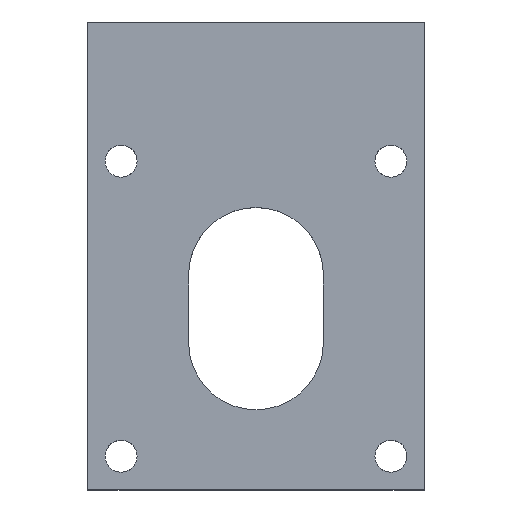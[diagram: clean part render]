
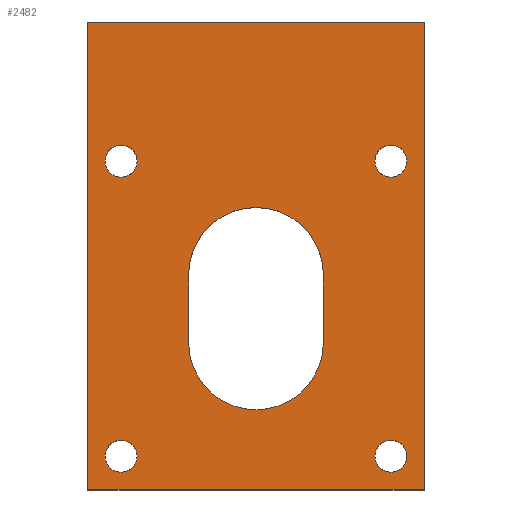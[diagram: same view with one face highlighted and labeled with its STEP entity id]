
A CAD part, top view. The second image highlights one B-rep face of the part: STEP entity #2482.
In plain terms, the highlighted planar face has unit normal (0, 0, 1).
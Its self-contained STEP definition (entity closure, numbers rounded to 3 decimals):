
#20 = AXIS2_PLACEMENT_3D ( 'NONE', #2151, #1564, #1782 ) ;
#25 = AXIS2_PLACEMENT_3D ( 'NONE', #727, #1542, #1528 ) ;
#26 = ORIENTED_EDGE ( 'NONE', *, *, #802, .F. ) ;
#39 = VERTEX_POINT ( 'NONE', #2120 ) ;
#40 = FACE_BOUND ( 'NONE', #1005, .T. ) ;
#75 = LINE ( 'NONE', #458, #2292 ) ;
#88 = DIRECTION ( 'NONE',  ( 1., 0., 0. ) ) ;
#121 = EDGE_LOOP ( 'NONE', ( #1191, #2117, #2015, #657 ) ) ;
#138 = CIRCLE ( 'NONE', #2003, 1.9 ) ;
#139 = DIRECTION ( 'NONE',  ( 0., 0., 1. ) ) ;
#145 = EDGE_CURVE ( 'NONE', #1129, #914, #231, .T. ) ;
#162 = CARTESIAN_POINT ( 'NONE',  ( -17.7, -17.5, 21. ) ) ;
#163 = EDGE_CURVE ( 'NONE', #358, #985, #806, .T. ) ;
#170 = VERTEX_POINT ( 'NONE', #1875 ) ;
#172 = DIRECTION ( 'NONE',  ( 0., 0., 1. ) ) ;
#204 = CARTESIAN_POINT ( 'NONE',  ( 6.3, -31., 21. ) ) ;
#231 = LINE ( 'NONE', #1826, #387 ) ;
#242 = ORIENTED_EDGE ( 'NONE', *, *, #1274, .F. ) ;
#278 = VERTEX_POINT ( 'NONE', #1855 ) ;
#293 = EDGE_CURVE ( 'NONE', #278, #1401, #138, .T. ) ;
#297 = DIRECTION ( 'NONE',  ( 1., 0., 0. ) ) ;
#320 = CARTESIAN_POINT ( 'NONE',  ( -17.7, -52.5, 21. ) ) ;
#341 = ORIENTED_EDGE ( 'NONE', *, *, #728, .F. ) ;
#358 = VERTEX_POINT ( 'NONE', #1162 ) ;
#387 = VECTOR ( 'NONE', #819, 1000. ) ;
#394 = CARTESIAN_POINT ( 'NONE',  ( -21.7, -1., 21. ) ) ;
#418 = CIRCLE ( 'NONE', #1993, 1.9 ) ;
#458 = CARTESIAN_POINT ( 'NONE',  ( -9.7, -31., 21. ) ) ;
#482 = EDGE_LOOP ( 'NONE', ( #682, #2379 ) ) ;
#489 = CARTESIAN_POINT ( 'NONE',  ( -19.6, -52.5, 21. ) ) ;
#490 = PLANE ( 'NONE',  #598 ) ;
#507 = VERTEX_POINT ( 'NONE', #2506 ) ;
#558 = CARTESIAN_POINT ( 'NONE',  ( 0., 0., 21. ) ) ;
#573 = CARTESIAN_POINT ( 'NONE',  ( 14.3, -52.5, 21. ) ) ;
#598 = AXIS2_PLACEMENT_3D ( 'NONE', #558, #1911, #1289 ) ;
#628 = DIRECTION ( 'NONE',  ( 0., 1., 0. ) ) ;
#647 = EDGE_CURVE ( 'NONE', #1920, #39, #771, .T. ) ;
#657 = ORIENTED_EDGE ( 'NONE', *, *, #647, .T. ) ;
#665 = EDGE_CURVE ( 'NONE', #1401, #278, #850, .T. ) ;
#682 = ORIENTED_EDGE ( 'NONE', *, *, #293, .F. ) ;
#712 = CARTESIAN_POINT ( 'NONE',  ( 14.3, -17.5, 21. ) ) ;
#727 = CARTESIAN_POINT ( 'NONE',  ( -1.7, -31., 21. ) ) ;
#728 = EDGE_CURVE ( 'NONE', #1394, #1770, #2208, .T. ) ;
#734 = CARTESIAN_POINT ( 'NONE',  ( -9.7, -31., 21. ) ) ;
#739 = DIRECTION ( 'NONE',  ( 0., 0., 1. ) ) ;
#753 = VECTOR ( 'NONE', #628, 1000. ) ;
#768 = CARTESIAN_POINT ( 'NONE',  ( 6.3, -31., 21. ) ) ;
#771 = LINE ( 'NONE', #2461, #1330 ) ;
#777 = EDGE_LOOP ( 'NONE', ( #1902, #2315 ) ) ;
#783 = FACE_BOUND ( 'NONE', #1011, .T. ) ;
#802 = EDGE_CURVE ( 'NONE', #985, #1394, #984, .T. ) ;
#806 = CIRCLE ( 'NONE', #1010, 8. ) ;
#808 = DIRECTION ( 'NONE',  ( -1., 0., 0. ) ) ;
#819 = DIRECTION ( 'NONE',  ( 1., 0., 0. ) ) ;
#850 = CIRCLE ( 'NONE', #1171, 1.9 ) ;
#863 = VECTOR ( 'NONE', #996, 1000. ) ;
#901 = DIRECTION ( 'NONE',  ( 1., 0., 0. ) ) ;
#907 = DIRECTION ( 'NONE',  ( -1., 0., 0. ) ) ;
#910 = AXIS2_PLACEMENT_3D ( 'NONE', #162, #739, #2248 ) ;
#914 = VERTEX_POINT ( 'NONE', #1184 ) ;
#965 = LINE ( 'NONE', #394, #2384 ) ;
#984 = LINE ( 'NONE', #204, #863 ) ;
#985 = VERTEX_POINT ( 'NONE', #1818 ) ;
#994 = ORIENTED_EDGE ( 'NONE', *, *, #2023, .F. ) ;
#996 = DIRECTION ( 'NONE',  ( 0., 1., 0. ) ) ;
#998 = AXIS2_PLACEMENT_3D ( 'NONE', #320, #1097, #1304 ) ;
#1000 = LINE ( 'NONE', #1391, #753 ) ;
#1005 = EDGE_LOOP ( 'NONE', ( #2237, #242 ) ) ;
#1010 = AXIS2_PLACEMENT_3D ( 'NONE', #1691, #1863, #88 ) ;
#1011 = EDGE_LOOP ( 'NONE', ( #994, #341, #26, #2196 ) ) ;
#1038 = CARTESIAN_POINT ( 'NONE',  ( -21.7, -56.5, 21. ) ) ;
#1064 = EDGE_CURVE ( 'NONE', #1421, #1148, #1883, .T. ) ;
#1097 = DIRECTION ( 'NONE',  ( 0., 0., 1. ) ) ;
#1129 = VERTEX_POINT ( 'NONE', #1038 ) ;
#1148 = VERTEX_POINT ( 'NONE', #489 ) ;
#1160 = ORIENTED_EDGE ( 'NONE', *, *, #1316, .F. ) ;
#1162 = CARTESIAN_POINT ( 'NONE',  ( -9.7, -39., 21. ) ) ;
#1171 = AXIS2_PLACEMENT_3D ( 'NONE', #573, #1484, #2113 ) ;
#1177 = CARTESIAN_POINT ( 'NONE',  ( 14.3, -17.5, 21. ) ) ;
#1184 = CARTESIAN_POINT ( 'NONE',  ( 18.3, -56.5, 21. ) ) ;
#1188 = DIRECTION ( 'NONE',  ( 0., 0., 1. ) ) ;
#1191 = ORIENTED_EDGE ( 'NONE', *, *, #2242, .T. ) ;
#1198 = CIRCLE ( 'NONE', #998, 1.9 ) ;
#1234 = AXIS2_PLACEMENT_3D ( 'NONE', #1177, #1188, #808 ) ;
#1262 = DIRECTION ( 'NONE',  ( 0., 0., 1. ) ) ;
#1266 = FACE_BOUND ( 'NONE', #482, .T. ) ;
#1274 = EDGE_CURVE ( 'NONE', #170, #1390, #418, .T. ) ;
#1277 = CIRCLE ( 'NONE', #2275, 1.9 ) ;
#1289 = DIRECTION ( 'NONE',  ( 1., 0., 0. ) ) ;
#1304 = DIRECTION ( 'NONE',  ( -1., 0., 0. ) ) ;
#1316 = EDGE_CURVE ( 'NONE', #2041, #507, #2161, .T. ) ;
#1330 = VECTOR ( 'NONE', #907, 1000. ) ;
#1390 = VERTEX_POINT ( 'NONE', #2446 ) ;
#1391 = CARTESIAN_POINT ( 'NONE',  ( 18.3, -1., 21. ) ) ;
#1394 = VERTEX_POINT ( 'NONE', #768 ) ;
#1401 = VERTEX_POINT ( 'NONE', #2305 ) ;
#1421 = VERTEX_POINT ( 'NONE', #2375 ) ;
#1435 = EDGE_CURVE ( 'NONE', #1390, #170, #1518, .T. ) ;
#1455 = DIRECTION ( 'NONE',  ( 0., -1., 0. ) ) ;
#1472 = EDGE_CURVE ( 'NONE', #914, #1920, #1000, .T. ) ;
#1480 = CARTESIAN_POINT ( 'NONE',  ( -17.7, -17.5, 21. ) ) ;
#1484 = DIRECTION ( 'NONE',  ( 0., 0., 1. ) ) ;
#1518 = CIRCLE ( 'NONE', #1234, 1.9 ) ;
#1526 = DIRECTION ( 'NONE',  ( -1., 0., 0. ) ) ;
#1528 = DIRECTION ( 'NONE',  ( 1., 0., 0. ) ) ;
#1542 = DIRECTION ( 'NONE',  ( 0., 0., 1. ) ) ;
#1564 = DIRECTION ( 'NONE',  ( 0., 0., 1. ) ) ;
#1660 = FACE_BOUND ( 'NONE', #777, .T. ) ;
#1691 = CARTESIAN_POINT ( 'NONE',  ( -1.7, -39., 21. ) ) ;
#1731 = EDGE_CURVE ( 'NONE', #507, #2041, #1277, .T. ) ;
#1760 = EDGE_CURVE ( 'NONE', #1148, #1421, #1198, .T. ) ;
#1770 = VERTEX_POINT ( 'NONE', #734 ) ;
#1775 = FACE_BOUND ( 'NONE', #2024, .T. ) ;
#1782 = DIRECTION ( 'NONE',  ( -1., 0., 0. ) ) ;
#1784 = FACE_OUTER_BOUND ( 'NONE', #121, .T. ) ;
#1787 = CARTESIAN_POINT ( 'NONE',  ( -15.8, -17.5, 21. ) ) ;
#1818 = CARTESIAN_POINT ( 'NONE',  ( 6.3, -39., 21. ) ) ;
#1826 = CARTESIAN_POINT ( 'NONE',  ( -21.7, -56.5, 21. ) ) ;
#1855 = CARTESIAN_POINT ( 'NONE',  ( 12.4, -52.5, 21. ) ) ;
#1863 = DIRECTION ( 'NONE',  ( 0., 0., 1. ) ) ;
#1875 = CARTESIAN_POINT ( 'NONE',  ( 16.2, -17.5, 21. ) ) ;
#1883 = CIRCLE ( 'NONE', #20, 1.9 ) ;
#1889 = ORIENTED_EDGE ( 'NONE', *, *, #1731, .F. ) ;
#1902 = ORIENTED_EDGE ( 'NONE', *, *, #1760, .F. ) ;
#1911 = DIRECTION ( 'NONE',  ( 0., 0., 1. ) ) ;
#1920 = VERTEX_POINT ( 'NONE', #2329 ) ;
#1942 = DIRECTION ( 'NONE',  ( 0., -1., 0. ) ) ;
#1993 = AXIS2_PLACEMENT_3D ( 'NONE', #712, #172, #1526 ) ;
#2003 = AXIS2_PLACEMENT_3D ( 'NONE', #2034, #1262, #297 ) ;
#2015 = ORIENTED_EDGE ( 'NONE', *, *, #1472, .T. ) ;
#2023 = EDGE_CURVE ( 'NONE', #1770, #358, #75, .T. ) ;
#2024 = EDGE_LOOP ( 'NONE', ( #1889, #1160 ) ) ;
#2034 = CARTESIAN_POINT ( 'NONE',  ( 14.3, -52.5, 21. ) ) ;
#2041 = VERTEX_POINT ( 'NONE', #1787 ) ;
#2113 = DIRECTION ( 'NONE',  ( 1., 0., 0. ) ) ;
#2117 = ORIENTED_EDGE ( 'NONE', *, *, #145, .T. ) ;
#2120 = CARTESIAN_POINT ( 'NONE',  ( -21.7, -1., 21. ) ) ;
#2151 = CARTESIAN_POINT ( 'NONE',  ( -17.7, -52.5, 21. ) ) ;
#2161 = CIRCLE ( 'NONE', #910, 1.9 ) ;
#2196 = ORIENTED_EDGE ( 'NONE', *, *, #163, .F. ) ;
#2208 = CIRCLE ( 'NONE', #25, 8. ) ;
#2237 = ORIENTED_EDGE ( 'NONE', *, *, #1435, .F. ) ;
#2242 = EDGE_CURVE ( 'NONE', #39, #1129, #965, .T. ) ;
#2248 = DIRECTION ( 'NONE',  ( 1., 0., 0. ) ) ;
#2275 = AXIS2_PLACEMENT_3D ( 'NONE', #1480, #139, #901 ) ;
#2292 = VECTOR ( 'NONE', #1455, 1000. ) ;
#2305 = CARTESIAN_POINT ( 'NONE',  ( 16.2, -52.5, 21. ) ) ;
#2315 = ORIENTED_EDGE ( 'NONE', *, *, #1064, .F. ) ;
#2329 = CARTESIAN_POINT ( 'NONE',  ( 18.3, -1., 21. ) ) ;
#2375 = CARTESIAN_POINT ( 'NONE',  ( -15.8, -52.5, 21. ) ) ;
#2379 = ORIENTED_EDGE ( 'NONE', *, *, #665, .F. ) ;
#2384 = VECTOR ( 'NONE', #1942, 1000. ) ;
#2446 = CARTESIAN_POINT ( 'NONE',  ( 12.4, -17.5, 21. ) ) ;
#2461 = CARTESIAN_POINT ( 'NONE',  ( -21.7, -1., 21. ) ) ;
#2482 = ADVANCED_FACE ( 'NONE', ( #1266, #1775, #1784, #40, #1660, #783 ), #490, .T. ) ;
#2506 = CARTESIAN_POINT ( 'NONE',  ( -19.6, -17.5, 21. ) ) ;
